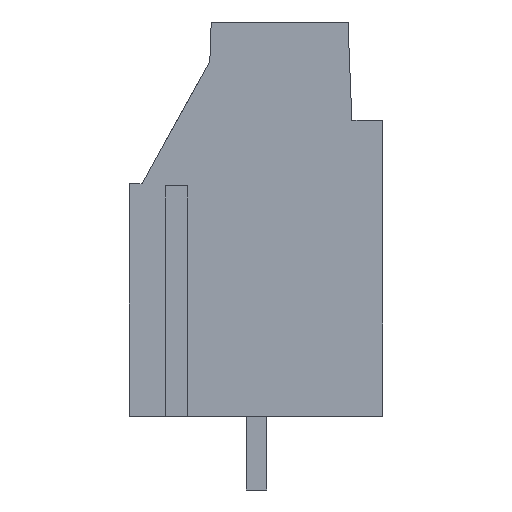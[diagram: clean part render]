
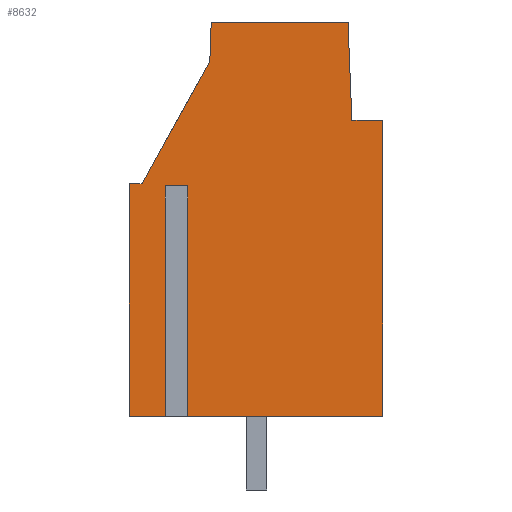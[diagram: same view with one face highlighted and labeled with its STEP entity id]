
A CAD part, left-side view. The second image highlights one B-rep face of the part: STEP entity #8632.
In plain terms, the highlighted planar face has unit normal (-1, 0, 0).
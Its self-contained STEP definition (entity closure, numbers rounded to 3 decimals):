
#8591=AXIS2_PLACEMENT_3D('Plane Axis2P3D',#8588,#8589,#8590) ;
#225=CARTESIAN_POINT('Vertex',(-35.,-11.,3.25)) ;
#412=CARTESIAN_POINT('Vertex',(-35.,-11.,16.1)) ;
#415=CARTESIAN_POINT('Line Origine',(-35.,-11.,9.675)) ;
#579=CARTESIAN_POINT('Vertex',(-35.,-9.495,20.37)) ;
#582=CARTESIAN_POINT('Line Origine',(-35.,-9.579,18.235)) ;
#586=CARTESIAN_POINT('Vertex',(-35.,-9.663,16.1)) ;
#697=CARTESIAN_POINT('Line Origine',(-35.,-6.625,3.25)) ;
#701=CARTESIAN_POINT('Vertex',(-35.,-2.25,3.25)) ;
#750=CARTESIAN_POINT('Vertex',(-35.,-1.85,3.25)) ;
#753=CARTESIAN_POINT('Line Origine',(-35.,-0.925,3.25)) ;
#757=CARTESIAN_POINT('Vertex',(-35.,0.,3.25)) ;
#1977=CARTESIAN_POINT('Vertex',(-35.,-3.554,20.37)) ;
#1980=CARTESIAN_POINT('Line Origine',(-35.,-6.525,20.37)) ;
#2319=CARTESIAN_POINT('Line Origine',(-35.,0.,8.3)) ;
#2323=CARTESIAN_POINT('Vertex',(-35.,0.,13.35)) ;
#2919=CARTESIAN_POINT('Vertex',(-35.,-3.494,18.649)) ;
#3115=CARTESIAN_POINT('Vertex',(-35.,-0.555,13.35)) ;
#3118=CARTESIAN_POINT('Line Origine',(-35.,-2.025,16.)) ;
#3163=CARTESIAN_POINT('Line Origine',(-35.,-3.524,19.51)) ;
#8562=CARTESIAN_POINT('Line Origine',(-35.,-10.331,16.1)) ;
#8588=CARTESIAN_POINT('Axis2P3D Location',(-35.,-15.468,1.8)) ;
#8593=CARTESIAN_POINT('Line Origine',(-35.,-1.85,8.25)) ;
#8597=CARTESIAN_POINT('Vertex',(-35.,-1.85,13.25)) ;
#8600=CARTESIAN_POINT('Line Origine',(-35.,-2.05,13.25)) ;
#8604=CARTESIAN_POINT('Vertex',(-35.,-2.25,13.25)) ;
#8607=CARTESIAN_POINT('Line Origine',(-35.,-2.25,8.25)) ;
#8612=CARTESIAN_POINT('Line Origine',(-35.,-0.278,13.35)) ;
#416=DIRECTION('Vector Direction',(0.,0.,1.)) ;
#583=DIRECTION('Vector Direction',(0.,-0.039,-0.999)) ;
#698=DIRECTION('Vector Direction',(0.,1.,0.)) ;
#754=DIRECTION('Vector Direction',(0.,1.,0.)) ;
#1981=DIRECTION('Vector Direction',(0.,1.,0.)) ;
#2320=DIRECTION('Vector Direction',(0.,0.,-1.)) ;
#3119=DIRECTION('Vector Direction',(0.,-0.485,0.875)) ;
#3164=DIRECTION('Vector Direction',(0.,0.035,-0.999)) ;
#8563=DIRECTION('Vector Direction',(0.,1.,0.)) ;
#8589=DIRECTION('Axis2P3D Direction',(1.,0.,0.)) ;
#8590=DIRECTION('Axis2P3D XDirection',(0.,1.,0.)) ;
#8594=DIRECTION('Vector Direction',(0.,0.,1.)) ;
#8601=DIRECTION('Vector Direction',(0.,-1.,0.)) ;
#8608=DIRECTION('Vector Direction',(0.,0.,1.)) ;
#8613=DIRECTION('Vector Direction',(0.,-1.,0.)) ;
#417=VECTOR('Line Direction',#416,1.) ;
#584=VECTOR('Line Direction',#583,1.) ;
#699=VECTOR('Line Direction',#698,1.) ;
#755=VECTOR('Line Direction',#754,1.) ;
#1982=VECTOR('Line Direction',#1981,1.) ;
#2321=VECTOR('Line Direction',#2320,1.) ;
#3120=VECTOR('Line Direction',#3119,1.) ;
#3165=VECTOR('Line Direction',#3164,1.) ;
#8564=VECTOR('Line Direction',#8563,1.) ;
#8595=VECTOR('Line Direction',#8594,1.) ;
#8602=VECTOR('Line Direction',#8601,1.) ;
#8609=VECTOR('Line Direction',#8608,1.) ;
#8614=VECTOR('Line Direction',#8613,1.) ;
#8618=ORIENTED_EDGE('',*,*,#8599,.T.) ;
#8619=ORIENTED_EDGE('',*,*,#8606,.T.) ;
#8620=ORIENTED_EDGE('',*,*,#8611,.F.) ;
#8621=ORIENTED_EDGE('',*,*,#703,.F.) ;
#8622=ORIENTED_EDGE('',*,*,#419,.F.) ;
#8623=ORIENTED_EDGE('',*,*,#8566,.F.) ;
#8624=ORIENTED_EDGE('',*,*,#588,.F.) ;
#8625=ORIENTED_EDGE('',*,*,#1984,.F.) ;
#8626=ORIENTED_EDGE('',*,*,#3167,.F.) ;
#8627=ORIENTED_EDGE('',*,*,#3122,.F.) ;
#8628=ORIENTED_EDGE('',*,*,#8616,.F.) ;
#8629=ORIENTED_EDGE('',*,*,#2325,.F.) ;
#8630=ORIENTED_EDGE('',*,*,#759,.F.) ;
#8632=ADVANCED_FACE('housing',(#8631),#8592,.F.) ;
#419=EDGE_CURVE('',#413,#226,#418,.F.) ;
#588=EDGE_CURVE('',#580,#587,#585,.T.) ;
#703=EDGE_CURVE('',#226,#702,#700,.T.) ;
#759=EDGE_CURVE('',#751,#758,#756,.T.) ;
#1984=EDGE_CURVE('',#1978,#580,#1983,.F.) ;
#2325=EDGE_CURVE('',#758,#2324,#2322,.F.) ;
#3122=EDGE_CURVE('',#3116,#2920,#3121,.T.) ;
#3167=EDGE_CURVE('',#2920,#1978,#3166,.F.) ;
#8566=EDGE_CURVE('',#587,#413,#8565,.F.) ;
#8599=EDGE_CURVE('',#751,#8598,#8596,.T.) ;
#8606=EDGE_CURVE('',#8598,#8605,#8603,.T.) ;
#8611=EDGE_CURVE('',#702,#8605,#8610,.T.) ;
#8616=EDGE_CURVE('',#2324,#3116,#8615,.T.) ;
#8617=EDGE_LOOP('',(#8618,#8619,#8620,#8621,#8622,#8623,#8624,#8625,#8626,#8627,#8628,#8629,#8630)) ;
#8631=FACE_OUTER_BOUND('',#8617,.T.) ;
#418=LINE('Line',#415,#417) ;
#585=LINE('Line',#582,#584) ;
#700=LINE('Line',#697,#699) ;
#756=LINE('Line',#753,#755) ;
#1983=LINE('Line',#1980,#1982) ;
#2322=LINE('Line',#2319,#2321) ;
#3121=LINE('Line',#3118,#3120) ;
#3166=LINE('Line',#3163,#3165) ;
#8565=LINE('Line',#8562,#8564) ;
#8596=LINE('Line',#8593,#8595) ;
#8603=LINE('Line',#8600,#8602) ;
#8610=LINE('Line',#8607,#8609) ;
#8615=LINE('Line',#8612,#8614) ;
#8592=PLANE('',#8591) ;
#226=VERTEX_POINT('',#225) ;
#413=VERTEX_POINT('',#412) ;
#580=VERTEX_POINT('',#579) ;
#587=VERTEX_POINT('',#586) ;
#702=VERTEX_POINT('',#701) ;
#751=VERTEX_POINT('',#750) ;
#758=VERTEX_POINT('',#757) ;
#1978=VERTEX_POINT('',#1977) ;
#2324=VERTEX_POINT('',#2323) ;
#2920=VERTEX_POINT('',#2919) ;
#3116=VERTEX_POINT('',#3115) ;
#8598=VERTEX_POINT('',#8597) ;
#8605=VERTEX_POINT('',#8604) ;
